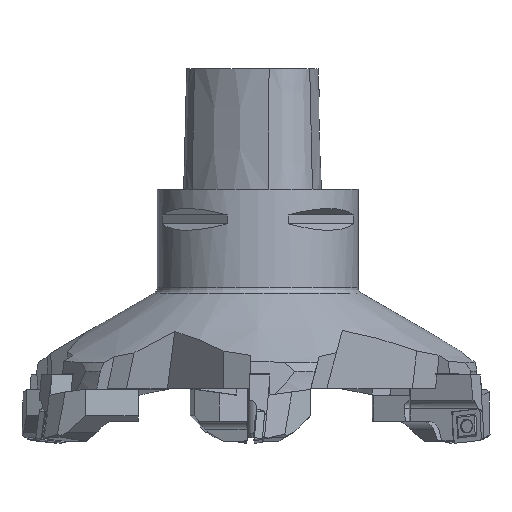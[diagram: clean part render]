
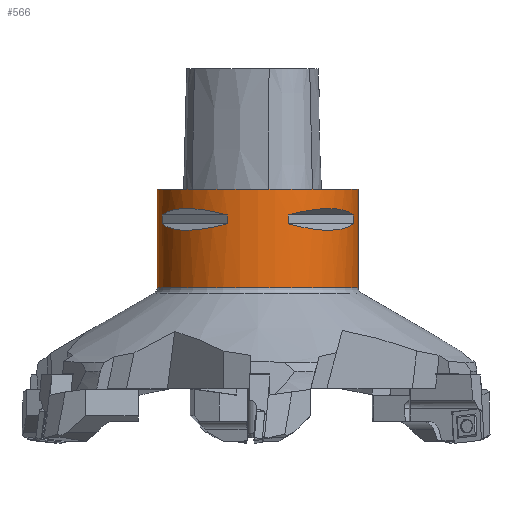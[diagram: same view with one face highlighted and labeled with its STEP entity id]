
A CAD part, left-side view. The second image highlights one B-rep face of the part: STEP entity #566.
In plain terms, the highlighted cylindrical face has radius 40 mm (diameter 80 mm), a full revolution.
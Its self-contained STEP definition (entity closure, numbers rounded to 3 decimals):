
#566=ADVANCED_FACE('',(#841,#842,#843,#844,#845,#846),#749,.T.);
#749=CYLINDRICAL_SURFACE('',#3716,40.);
#763=CIRCLE('',#3710,40.);
#764=CIRCLE('',#3715,40.);
#841=FACE_BOUND('',#911,.T.);
#842=FACE_BOUND('',#912,.T.);
#843=FACE_BOUND('',#913,.T.);
#844=FACE_BOUND('',#914,.T.);
#845=FACE_BOUND('',#915,.T.);
#846=FACE_BOUND('',#916,.T.);
#911=EDGE_LOOP('',(#1174,#1175,#1176,#1177));
#912=EDGE_LOOP('',(#1178,#1179,#1180,#1181));
#913=EDGE_LOOP('',(#1182));
#914=EDGE_LOOP('',(#1183,#1184,#1185,#1186));
#915=EDGE_LOOP('',(#1187,#1188,#1189,#1190));
#916=EDGE_LOOP('',(#1191));
#1131=ELLIPSE('',#3706,46.188,40.);
#1132=ELLIPSE('',#3707,46.188,40.);
#1133=ELLIPSE('',#3708,46.188,40.);
#1134=ELLIPSE('',#3709,46.188,40.);
#1135=ELLIPSE('',#3711,46.188,40.);
#1136=ELLIPSE('',#3712,46.188,40.);
#1137=ELLIPSE('',#3713,46.188,40.);
#1138=ELLIPSE('',#3714,46.188,40.);
#1174=ORIENTED_EDGE('',*,*,#2481,.T.);
#1175=ORIENTED_EDGE('',*,*,#2482,.T.);
#1176=ORIENTED_EDGE('',*,*,#2483,.T.);
#1177=ORIENTED_EDGE('',*,*,#2484,.T.);
#1178=ORIENTED_EDGE('',*,*,#2485,.T.);
#1179=ORIENTED_EDGE('',*,*,#2486,.T.);
#1180=ORIENTED_EDGE('',*,*,#2487,.T.);
#1181=ORIENTED_EDGE('',*,*,#2488,.T.);
#1182=ORIENTED_EDGE('',*,*,#2489,.T.);
#1183=ORIENTED_EDGE('',*,*,#2490,.T.);
#1184=ORIENTED_EDGE('',*,*,#2491,.T.);
#1185=ORIENTED_EDGE('',*,*,#2492,.T.);
#1186=ORIENTED_EDGE('',*,*,#2493,.T.);
#1187=ORIENTED_EDGE('',*,*,#2494,.T.);
#1188=ORIENTED_EDGE('',*,*,#2495,.T.);
#1189=ORIENTED_EDGE('',*,*,#2496,.T.);
#1190=ORIENTED_EDGE('',*,*,#2497,.T.);
#1191=ORIENTED_EDGE('',*,*,#2498,.T.);
#2140=VERTEX_POINT('',#5003);
#2141=VERTEX_POINT('',#5004);
#2142=VERTEX_POINT('',#5006);
#2143=VERTEX_POINT('',#5008);
#2144=VERTEX_POINT('',#5011);
#2145=VERTEX_POINT('',#5012);
#2146=VERTEX_POINT('',#5014);
#2147=VERTEX_POINT('',#5016);
#2148=VERTEX_POINT('',#5019);
#2149=VERTEX_POINT('',#5021);
#2150=VERTEX_POINT('',#5022);
#2151=VERTEX_POINT('',#5024);
#2152=VERTEX_POINT('',#5026);
#2153=VERTEX_POINT('',#5029);
#2154=VERTEX_POINT('',#5030);
#2155=VERTEX_POINT('',#5032);
#2156=VERTEX_POINT('',#5034);
#2157=VERTEX_POINT('',#5037);
#2481=EDGE_CURVE('',#2140,#2141,#2964,.T.);
#2482=EDGE_CURVE('',#2141,#2142,#1131,.T.);
#2483=EDGE_CURVE('',#2142,#2143,#2965,.T.);
#2484=EDGE_CURVE('',#2143,#2140,#1132,.T.);
#2485=EDGE_CURVE('',#2144,#2145,#2966,.T.);
#2486=EDGE_CURVE('',#2145,#2146,#1133,.T.);
#2487=EDGE_CURVE('',#2146,#2147,#2967,.T.);
#2488=EDGE_CURVE('',#2147,#2144,#1134,.T.);
#2489=EDGE_CURVE('',#2148,#2148,#763,.T.);
#2490=EDGE_CURVE('',#2149,#2150,#2968,.T.);
#2491=EDGE_CURVE('',#2150,#2151,#1135,.T.);
#2492=EDGE_CURVE('',#2151,#2152,#2969,.T.);
#2493=EDGE_CURVE('',#2152,#2149,#1136,.T.);
#2494=EDGE_CURVE('',#2153,#2154,#2970,.T.);
#2495=EDGE_CURVE('',#2154,#2155,#1137,.T.);
#2496=EDGE_CURVE('',#2155,#2156,#2971,.T.);
#2497=EDGE_CURVE('',#2156,#2153,#1138,.T.);
#2498=EDGE_CURVE('',#2157,#2157,#764,.T.);
#2964=LINE('',#5002,#3262);
#2965=LINE('',#5007,#3263);
#2966=LINE('',#5010,#3264);
#2967=LINE('',#5015,#3265);
#2968=LINE('',#5020,#3266);
#2969=LINE('',#5025,#3267);
#2970=LINE('',#5028,#3268);
#2971=LINE('',#5033,#3269);
#3262=VECTOR('',#4045,1.);
#3263=VECTOR('',#4048,1.);
#3264=VECTOR('',#4051,1.);
#3265=VECTOR('',#4054,1.);
#3266=VECTOR('',#4059,1.);
#3267=VECTOR('',#4062,1.);
#3268=VECTOR('',#4065,1.);
#3269=VECTOR('',#4068,1.);
#3706=AXIS2_PLACEMENT_3D('',#5005,#4046,#4047);
#3707=AXIS2_PLACEMENT_3D('',#5009,#4049,#4050);
#3708=AXIS2_PLACEMENT_3D('',#5013,#4052,#4053);
#3709=AXIS2_PLACEMENT_3D('',#5017,#4055,#4056);
#3710=AXIS2_PLACEMENT_3D('',#5018,#4057,#4058);
#3711=AXIS2_PLACEMENT_3D('',#5023,#4060,#4061);
#3712=AXIS2_PLACEMENT_3D('',#5027,#4063,#4064);
#3713=AXIS2_PLACEMENT_3D('',#5031,#4066,#4067);
#3714=AXIS2_PLACEMENT_3D('',#5035,#4069,#4070);
#3715=AXIS2_PLACEMENT_3D('',#5036,#4071,#4072);
#3716=AXIS2_PLACEMENT_3D('',#5038,#4073,#4074);
#4045=DIRECTION('',(0.,0.,1.));
#4046=DIRECTION('',(-0.354,0.354,0.866));
#4047=DIRECTION('',(-0.612,0.612,-0.5));
#4048=DIRECTION('',(0.,0.,-1.));
#4049=DIRECTION('',(-0.354,0.354,-0.866));
#4050=DIRECTION('',(0.612,-0.612,-0.5));
#4051=DIRECTION('',(0.,0.,1.));
#4052=DIRECTION('',(0.354,-0.354,0.866));
#4053=DIRECTION('',(0.612,-0.612,-0.5));
#4054=DIRECTION('',(0.,0.,-1.));
#4055=DIRECTION('',(0.354,-0.354,-0.866));
#4056=DIRECTION('',(-0.612,0.612,-0.5));
#4057=DIRECTION('',(0.,0.,-1.));
#4058=DIRECTION('',(-1.,0.,0.));
#4059=DIRECTION('',(0.,0.,1.));
#4060=DIRECTION('',(0.354,0.354,0.866));
#4061=DIRECTION('',(0.612,0.612,-0.5));
#4062=DIRECTION('',(0.,0.,-1.));
#4063=DIRECTION('',(0.354,0.354,-0.866));
#4064=DIRECTION('',(-0.612,-0.612,-0.5));
#4065=DIRECTION('',(0.,0.,1.));
#4066=DIRECTION('',(-0.354,-0.354,0.866));
#4067=DIRECTION('',(-0.612,-0.612,-0.5));
#4068=DIRECTION('',(0.,0.,-1.));
#4069=DIRECTION('',(-0.354,-0.354,-0.866));
#4070=DIRECTION('',(0.612,0.612,-0.5));
#4071=DIRECTION('',(0.,0.,1.));
#4072=DIRECTION('',(1.,0.,0.));
#4073=DIRECTION('',(0.,0.,1.));
#4074=DIRECTION('',(1.,0.,0.));
#5002=CARTESIAN_POINT('',(12.133,-38.115,0.));
#5003=CARTESIAN_POINT('',(12.133,-38.115,-13.75));
#5004=CARTESIAN_POINT('',(12.133,-38.115,-10.25));
#5005=CARTESIAN_POINT('',(0.,0.,-30.764));
#5006=CARTESIAN_POINT('',(38.115,-12.133,-10.25));
#5007=CARTESIAN_POINT('',(38.115,-12.133,0.));
#5008=CARTESIAN_POINT('',(38.115,-12.133,-13.75));
#5009=CARTESIAN_POINT('',(0.,0.,6.764));
#5010=CARTESIAN_POINT('',(-12.133,38.115,0.));
#5011=CARTESIAN_POINT('',(-12.133,38.115,-13.75));
#5012=CARTESIAN_POINT('',(-12.133,38.115,-10.25));
#5013=CARTESIAN_POINT('',(0.,0.,-30.764));
#5014=CARTESIAN_POINT('',(-38.115,12.133,-10.25));
#5015=CARTESIAN_POINT('',(-38.115,12.133,0.));
#5016=CARTESIAN_POINT('',(-38.115,12.133,-13.75));
#5017=CARTESIAN_POINT('',(0.,0.,6.764));
#5018=CARTESIAN_POINT('',(0.,0.,0.));
#5019=CARTESIAN_POINT('',(-40.,0.,0.));
#5020=CARTESIAN_POINT('',(-38.115,-12.133,0.));
#5021=CARTESIAN_POINT('',(-38.115,-12.133,-13.75));
#5022=CARTESIAN_POINT('',(-38.115,-12.133,-10.25));
#5023=CARTESIAN_POINT('',(0.,0.,-30.764));
#5024=CARTESIAN_POINT('',(-12.133,-38.115,-10.25));
#5025=CARTESIAN_POINT('',(-12.133,-38.115,0.));
#5026=CARTESIAN_POINT('',(-12.133,-38.115,-13.75));
#5027=CARTESIAN_POINT('',(0.,0.,6.764));
#5028=CARTESIAN_POINT('',(38.115,12.133,0.));
#5029=CARTESIAN_POINT('',(38.115,12.133,-13.75));
#5030=CARTESIAN_POINT('',(38.115,12.133,-10.25));
#5031=CARTESIAN_POINT('',(0.,0.,-30.764));
#5032=CARTESIAN_POINT('',(12.133,38.115,-10.25));
#5033=CARTESIAN_POINT('',(12.133,38.115,0.));
#5034=CARTESIAN_POINT('',(12.133,38.115,-13.75));
#5035=CARTESIAN_POINT('',(0.,0.,6.764));
#5036=CARTESIAN_POINT('',(0.,0.,-39.202));
#5037=CARTESIAN_POINT('',(40.,0.,-39.202));
#5038=CARTESIAN_POINT('',(0.,0.,26.));
